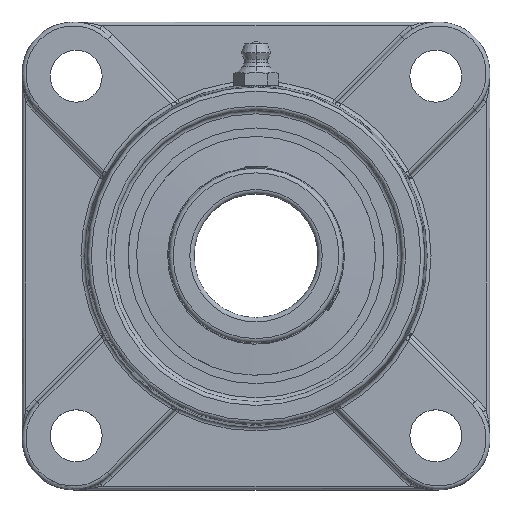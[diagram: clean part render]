
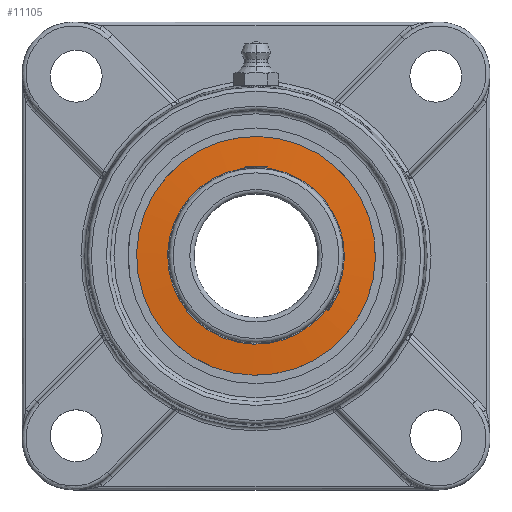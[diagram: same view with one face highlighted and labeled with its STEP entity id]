
A CAD part, top view. The second image highlights one B-rep face of the part: STEP entity #11105.
In plain terms, the highlighted conical face has half-angle 86.103 degrees and reference radius 23.978 mm.
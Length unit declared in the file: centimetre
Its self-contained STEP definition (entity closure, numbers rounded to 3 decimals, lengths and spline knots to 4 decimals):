
#11041=CARTESIAN_POINT('',(0.9754,-2.7559,0.));
#11042=VERTEX_POINT('',#11041);
#11052=CARTESIAN_POINT('',(0.9754,2.7559,0.));
#11053=VERTEX_POINT('',#11052);
#11054=CARTESIAN_POINT('',(0.9754,0.,0.));
#11055=DIRECTION('',(1.,0.,0.));
#11056=DIRECTION('',(-0.,1.,0.));
#11057=AXIS2_PLACEMENT_3D('',#11054,#11055,#11056);
#11058=CIRCLE('',#11057,2.7559);
#11059=EDGE_CURVE('',#11053,#11042,#11058,.T.);
#11061=CARTESIAN_POINT('',(0.9754,0.,0.));
#11062=DIRECTION('',(1.,0.,0.));
#11063=DIRECTION('',(-0.,1.,0.));
#11064=AXIS2_PLACEMENT_3D('',#11061,#11062,#11063);
#11065=CIRCLE('',#11064,2.7559);
#11066=EDGE_CURVE('',#11042,#11053,#11065,.T.);
#11071=CARTESIAN_POINT('',(0.9998,0.,0.));
#11072=DIRECTION('',(-1.,0.,0.));
#11073=DIRECTION('',(0.,1.,0.));
#11074=AXIS2_PLACEMENT_3D('',#11071,#11072,#11073);
#11075=CONICAL_SURFACE('',#11074,2.3978,86.103);
#11076=CARTESIAN_POINT('',(1.0241,-2.0396,-0.));
#11077=VERTEX_POINT('',#11076);
#11078=CARTESIAN_POINT('',(1.0241,-2.0396,-0.));
#11079=DIRECTION('',(-0.068,-0.998,-0.));
#11080=VECTOR('',#11079,0.7179);
#11081=LINE('',#11078,#11080);
#11082=EDGE_CURVE('',#11077,#11042,#11081,.T.);
#11083=ORIENTED_EDGE('',*,*,#11082,.T.);
#11084=ORIENTED_EDGE('',*,*,#11066,.T.);
#11085=ORIENTED_EDGE('',*,*,#11059,.T.);
#11086=ORIENTED_EDGE('',*,*,#11082,.F.);
#11087=CARTESIAN_POINT('',(1.0241,2.0396,0.));
#11088=VERTEX_POINT('',#11087);
#11089=CARTESIAN_POINT('',(1.0241,0.,0.));
#11090=DIRECTION('',(1.,0.,0.));
#11091=DIRECTION('',(-0.,1.,0.));
#11092=AXIS2_PLACEMENT_3D('',#11089,#11090,#11091);
#11093=CIRCLE('',#11092,2.0396);
#11094=EDGE_CURVE('',#11088,#11077,#11093,.T.);
#11095=ORIENTED_EDGE('',*,*,#11094,.F.);
#11096=CARTESIAN_POINT('',(1.0241,0.,0.));
#11097=DIRECTION('',(1.,0.,0.));
#11098=DIRECTION('',(-0.,1.,0.));
#11099=AXIS2_PLACEMENT_3D('',#11096,#11097,#11098);
#11100=CIRCLE('',#11099,2.0396);
#11101=EDGE_CURVE('',#11077,#11088,#11100,.T.);
#11102=ORIENTED_EDGE('',*,*,#11101,.F.);
#11103=EDGE_LOOP('',(#11083,#11084,#11085,#11086,#11095,#11102));
#11104=FACE_BOUND('',#11103,.T.);
#11105=ADVANCED_FACE('',(#11104),#11075,.T.);
